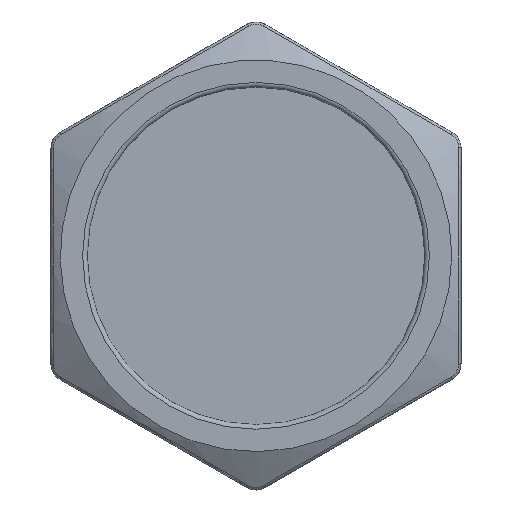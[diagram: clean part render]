
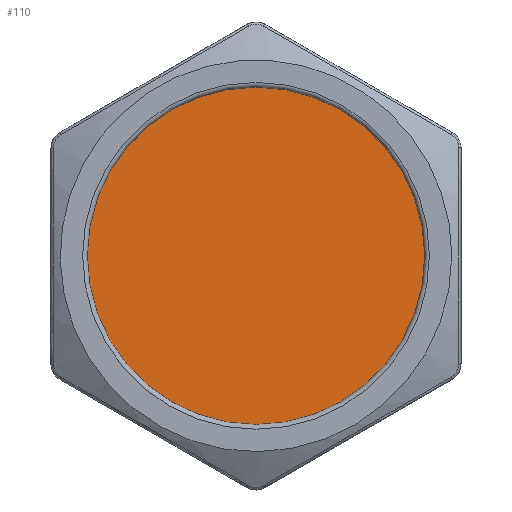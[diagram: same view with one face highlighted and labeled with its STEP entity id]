
A CAD part, top view. The second image highlights one B-rep face of the part: STEP entity #110.
In plain terms, the highlighted planar face has unit normal (0, 0, 1).
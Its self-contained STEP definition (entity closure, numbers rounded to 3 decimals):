
#110 = ADVANCED_FACE( '', ( #235 ), #236, .T. );
#235 = FACE_OUTER_BOUND( '', #822, .T. );
#236 = PLANE( '', #823 );
#822 = EDGE_LOOP( '', ( #1650 ) );
#823 = AXIS2_PLACEMENT_3D( '', #1651, #1652, #1653 );
#1650 = ORIENTED_EDGE( '', *, *, #1869, .T. );
#1651 = CARTESIAN_POINT( '', ( 0., 0., 16.5 ) );
#1652 = DIRECTION( '', ( 0., 0., 1. ) );
#1653 = DIRECTION( '', ( 1., 0., 0. ) );
#1869 = EDGE_CURVE( '', #2034, #2034, #2035, .T. );
#2034 = VERTEX_POINT( '', #2670 );
#2035 = CIRCLE( '', #2671, 9.05 );
#2670 = CARTESIAN_POINT( '', ( 9.05, 0., 16.5 ) );
#2671 = AXIS2_PLACEMENT_3D( '', #3005, #3006, #3007 );
#3005 = CARTESIAN_POINT( '', ( 0., 0., 16.5 ) );
#3006 = DIRECTION( '', ( 0., 0., 1. ) );
#3007 = DIRECTION( '', ( 1., 0., 0. ) );
